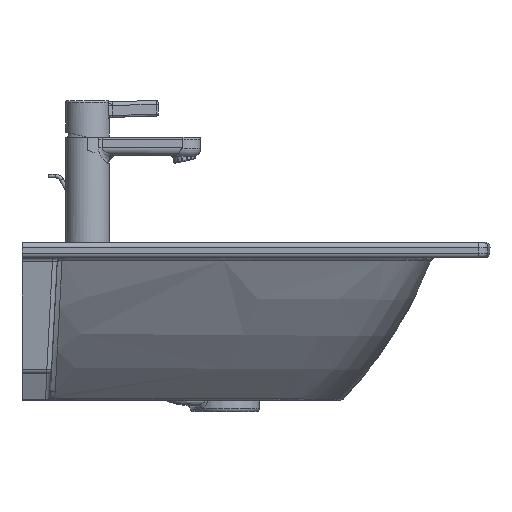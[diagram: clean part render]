
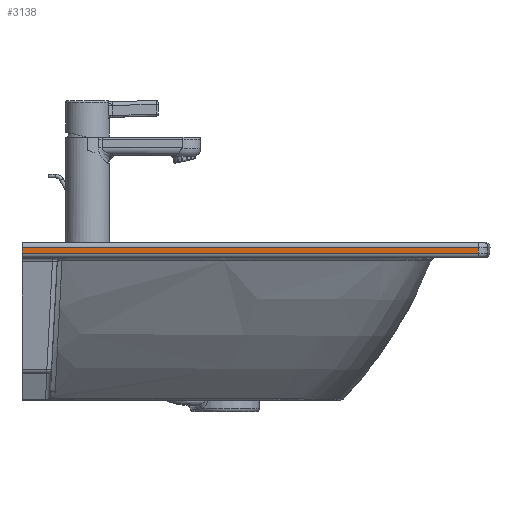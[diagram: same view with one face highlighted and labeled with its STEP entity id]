
A CAD part, front view. The second image highlights one B-rep face of the part: STEP entity #3138.
In plain terms, the highlighted planar face has unit normal (-0.001, -0.999, -0.052).
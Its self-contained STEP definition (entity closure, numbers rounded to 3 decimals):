
#2252=CARTESIAN_POINT('',(0.,-614.66,-11.262));
#2253=VERTEX_POINT('',#2252);
#2261=CARTESIAN_POINT('',(0.,-614.974,-5.262));
#2262=VERTEX_POINT('',#2261);
#2263=CARTESIAN_POINT('',(0.,-614.974,-5.262));
#2264=DIRECTION('',(0.,0.052,-0.999));
#2265=VECTOR('',#2264,6.008);
#2266=LINE('',#2263,#2265);
#2267=EDGE_CURVE('',#2253,#2262,#2266,.F.);
#3108=CARTESIAN_POINT('',(0.0,-615.25,0.0));
#3109=DIRECTION('',(0.0,-0.999,-0.052));
#3110=DIRECTION('',(0.0,0.052,-0.999));
#3111=AXIS2_PLACEMENT_3D('',#3108,#3109,#3110);
#3112=PLANE('',#3111);
#3113=ORIENTED_EDGE('',*,*,#2267,.F.);
#3114=CARTESIAN_POINT('',(477.491,-614.66,-11.262));
#3115=VERTEX_POINT('',#3114);
#3116=CARTESIAN_POINT('',(0.,-614.66,-11.262));
#3117=DIRECTION('',(1.0,0.0,0.0));
#3118=VECTOR('',#3117,477.491);
#3119=LINE('',#3116,#3118);
#3120=EDGE_CURVE('',#3115,#2253,#3119,.F.);
#3121=ORIENTED_EDGE('',*,*,#3120,.F.);
#3122=CARTESIAN_POINT('',(477.804,-614.974,-5.262));
#3123=VERTEX_POINT('',#3122);
#3124=CARTESIAN_POINT('',(477.491,-614.66,-11.262));
#3125=DIRECTION('',(0.052,-0.052,0.997));
#3126=VECTOR('',#3125,6.016);
#3127=LINE('',#3124,#3126);
#3128=EDGE_CURVE('',#3123,#3115,#3127,.F.);
#3129=ORIENTED_EDGE('',*,*,#3128,.F.);
#3130=CARTESIAN_POINT('',(0.,-614.974,-5.262));
#3131=DIRECTION('',(1.0,0.0,0.0));
#3132=VECTOR('',#3131,477.804);
#3133=LINE('',#3130,#3132);
#3134=EDGE_CURVE('',#2262,#3123,#3133,.T.);
#3135=ORIENTED_EDGE('',*,*,#3134,.F.);
#3136=EDGE_LOOP('',(#3113,#3121,#3129,#3135));
#3137=FACE_OUTER_BOUND('',#3136,.T.);
#3138=ADVANCED_FACE('',(#3137),#3112,.T.);
